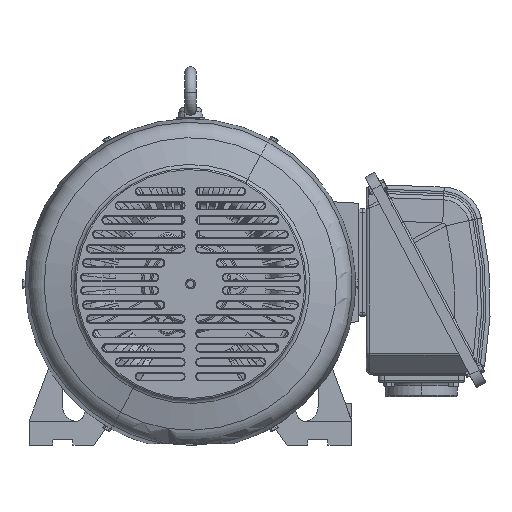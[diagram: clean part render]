
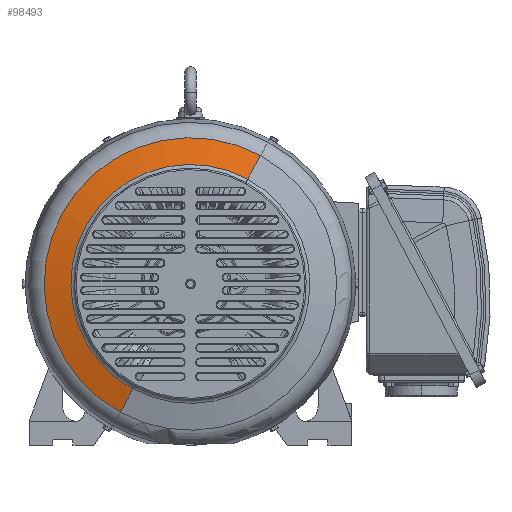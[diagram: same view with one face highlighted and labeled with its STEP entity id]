
A CAD part, front view. The second image highlights one B-rep face of the part: STEP entity #98493.
In plain terms, the highlighted conical face has half-angle 75 degrees and reference radius 166.688 mm.
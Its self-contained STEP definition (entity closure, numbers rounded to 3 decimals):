
#98376=CARTESIAN_POINT('Vertex',(97.792,-362.222,179.006)) ;
#98383=CARTESIAN_POINT('Vertex',(-97.792,-362.222,-179.006)) ;
#98400=CARTESIAN_POINT('Axis2P3D Location',(0.,-362.222,0.)) ;
#98451=CARTESIAN_POINT('Axis2P3D Location',(0.,-372.213,0.)) ;
#98456=CARTESIAN_POINT('Line Origine',(88.853,-367.217,162.645)) ;
#98460=CARTESIAN_POINT('Vertex',(79.915,-372.213,146.283)) ;
#98467=CARTESIAN_POINT('Vertex',(-79.915,-372.213,-146.283)) ;
#98470=CARTESIAN_POINT('Line Origine',(-88.853,-367.217,-162.645)) ;
#98482=CARTESIAN_POINT('Axis2P3D Location',(0.,-372.213,0.)) ;
#98401=DIRECTION('Axis2P3D Direction',(-0.,1.,0.)) ;
#98452=DIRECTION('Axis2P3D Direction',(0.,1.,0.)) ;
#98453=DIRECTION('Axis2P3D XDirection',(-0.479,0.,-0.878)) ;
#98457=DIRECTION('Vector Direction',(0.463,0.259,0.848)) ;
#98471=DIRECTION('Vector Direction',(-0.463,0.259,-0.848)) ;
#98483=DIRECTION('Axis2P3D Direction',(-0.,1.,0.)) ;
#98402=AXIS2_PLACEMENT_3D('Circle Axis2P3D',#98400,#98401,$) ;
#98454=AXIS2_PLACEMENT_3D('Cone Axis2P3D',#98451,#98452,#98453) ;
#98484=AXIS2_PLACEMENT_3D('Circle Axis2P3D',#98482,#98483,$) ;
#98488=ORIENTED_EDGE('',*,*,#98404,.F.) ;
#98489=ORIENTED_EDGE('',*,*,#98474,.T.) ;
#98490=ORIENTED_EDGE('',*,*,#98486,.T.) ;
#98491=ORIENTED_EDGE('',*,*,#98462,.F.) ;
#98458=VECTOR('Line Direction',#98457,1.) ;
#98472=VECTOR('Line Direction',#98471,1.) ;
#98493=ADVANCED_FACE('31407C309.1',(#98492),#98455,.T.) ;
#98403=CIRCLE('generated circle',#98402,203.977) ;
#98485=CIRCLE('generated circle',#98484,166.688) ;
#98455=CONICAL_SURFACE('Cone',#98454,166.688,1.309) ;
#98404=EDGE_CURVE('',#98384,#98377,#98403,.T.) ;
#98462=EDGE_CURVE('',#98377,#98461,#98459,.F.) ;
#98474=EDGE_CURVE('',#98384,#98468,#98473,.F.) ;
#98486=EDGE_CURVE('',#98468,#98461,#98485,.T.) ;
#98487=EDGE_LOOP('',(#98488,#98489,#98490,#98491)) ;
#98492=FACE_OUTER_BOUND('',#98487,.T.) ;
#98459=LINE('Line',#98456,#98458) ;
#98473=LINE('Line',#98470,#98472) ;
#98377=VERTEX_POINT('',#98376) ;
#98384=VERTEX_POINT('',#98383) ;
#98461=VERTEX_POINT('',#98460) ;
#98468=VERTEX_POINT('',#98467) ;
